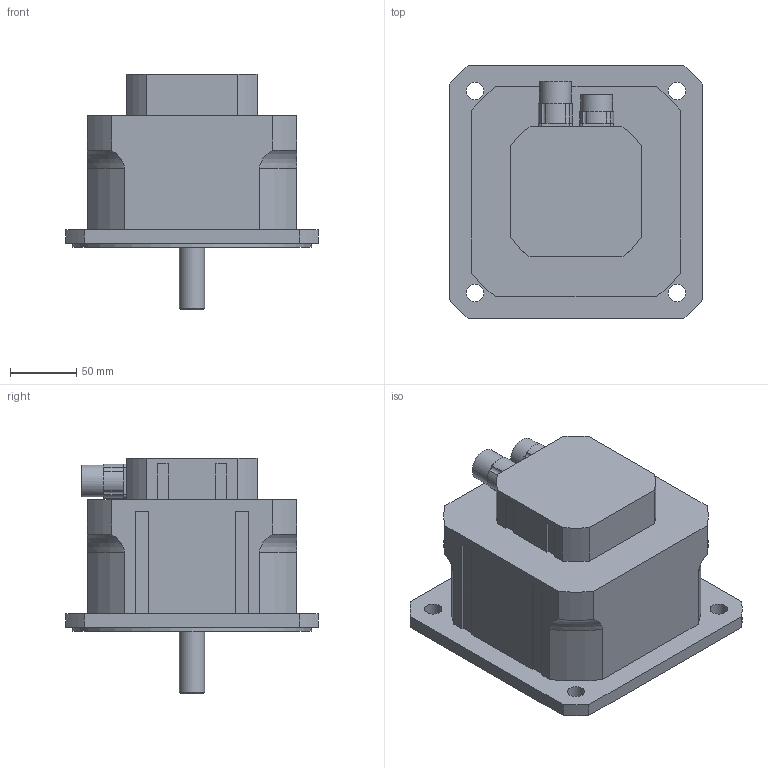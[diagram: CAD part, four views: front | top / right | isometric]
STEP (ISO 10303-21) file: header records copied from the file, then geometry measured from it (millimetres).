
FILE_DESCRIPTION((''),'2;1');
FILE_NAME('T6010 00 Z_0350.stp','2007-11-20T11:06:34',('oslejsek'),(''),'Autodesk Inventor 10','Autodesk Inventor 10','');
FILE_SCHEMA(('AUTOMOTIVE_DESIGN { 1 0 10303 214 1 1 1 1 }'));
Length unit declared in the file: millimetre
Products named in the file (4): T6010 00 Z_0350; T6010 00_0350; Konektor_rovny_mot; Konektor_rovny_res
Assembly tree (3 placements, depth 2):
  T6010 00 Z_0350
    T6010 00_0350
    Konektor_rovny_mot
    Konektor_rovny_res
Bounding box: 190 x 190 x 177 mm (x, y, z)
Volume: 2721994 mm3; surface area: 158803.1 mm2
Topology: 3 solids, 3 shells, 160 faces, 418 edges, 272 vertices
Faces by surface type: plane 88, cylinder 55, bspline 11, torus 4, cone 2
Full cylindrical faces by diameter (mm): 2.7 x8, 19 x1, 20 x2, 24 x2, 25 x1, 180 x1
Entity records: 5252 total; most frequent: CARTESIAN_POINT 1234, DIRECTION 852, ORIENTED_EDGE 764, EDGE_CURVE 382, AXIS2_PLACEMENT_3D 322, VERTEX_POINT 262, EDGE_LOOP 222, VECTOR 208
